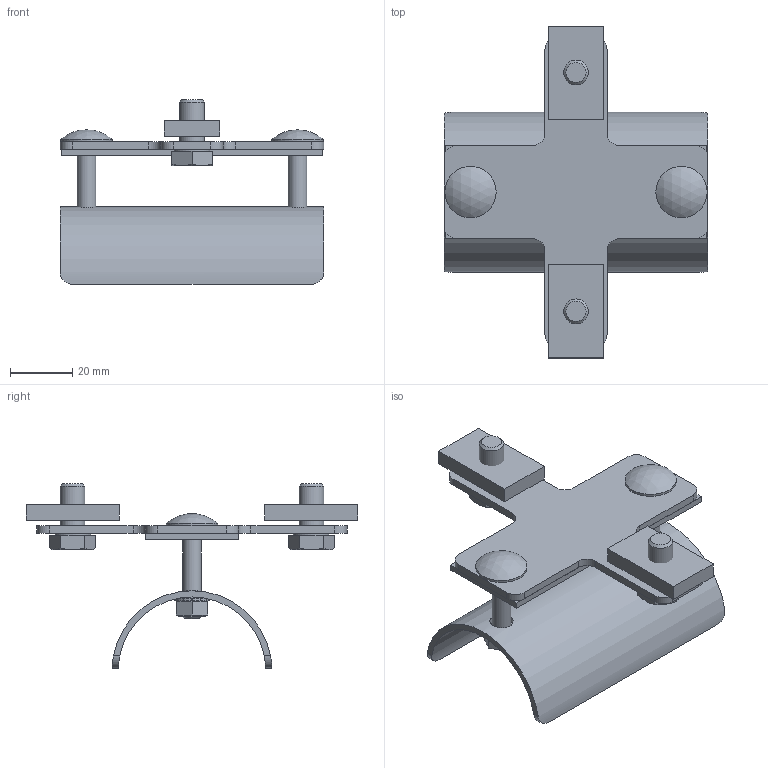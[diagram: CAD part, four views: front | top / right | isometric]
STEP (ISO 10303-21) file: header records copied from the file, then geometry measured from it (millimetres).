
FILE_DESCRIPTION(('STEP AP214'),'1');
FILE_NAME('PMH Ändklamma 137E.stp','2013-08-16T07:31:29',(' '),(' '),'Spatial InterOp 3D',' ',' ');
FILE_SCHEMA(('automotive_design'));
Length unit declared in the file: millimetre
Products named in the file (10): PMH Kabelskena andklamma 137E; NAUO11; NAUO10; NAUO9; NAUO7; NAUO5; NAUO3; NAUO8; NAUO13; NAUO12
Assembly tree (13 placements, depth 3):
  PMH Kabelskena andklamma 137E
    NAUO11
    NAUO10  x2
    NAUO9  x2
    NAUO7
    NAUO5  x2
    NAUO3
    NAUO8  x2
      NAUO13
      NAUO12
Bounding box: 85 x 107 x 59.5 mm (x, y, z)
Volume: 38674.7 mm3; surface area: 35757.3 mm2
Topology: 13 solids, 13 shells, 260 faces, 642 edges, 416 vertices
Faces by surface type: plane 146, cylinder 78, cone 24, torus 10, sphere 2
Full cylindrical faces by diameter (mm): 4.917 x2, 6 x2, 6.4 x2, 6.5 x2, 6.8 x2, 7.5 x2, 8 x2, 8.5 x2, 11.63 x2, 16.55 x2
Entity records: 6603 total; most frequent: CARTESIAN_POINT 1341, DIRECTION 790, ORIENTED_EDGE 746, EDGE_CURVE 373, AXIS2_PLACEMENT_3D 280, VERTEX_POINT 255, LINE 230, VECTOR 230
